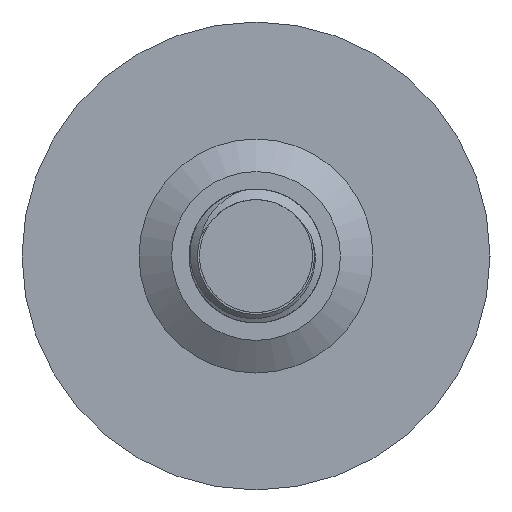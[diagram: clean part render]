
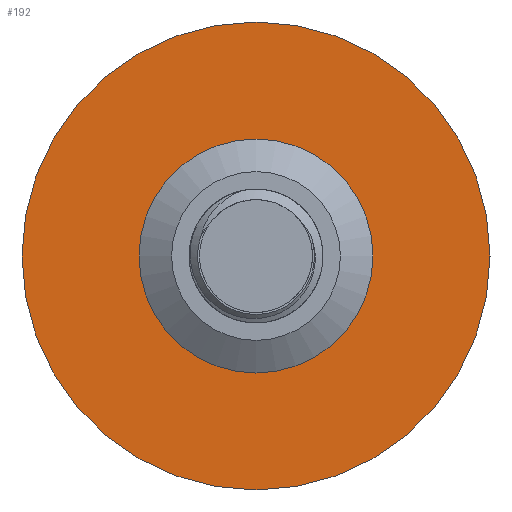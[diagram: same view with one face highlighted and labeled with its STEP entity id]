
A CAD part, left-side view. The second image highlights one B-rep face of the part: STEP entity #192.
In plain terms, the highlighted planar face has unit normal (-1, 0, 0).
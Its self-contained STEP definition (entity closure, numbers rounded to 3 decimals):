
#192=ADVANCED_FACE('',(#225),#216,.T.);
#216=PLANE('',#480);
#225=FACE_OUTER_BOUND('',#253,.T.);
#253=EDGE_LOOP('',(#293));
#293=ORIENTED_EDGE('',*,*,#406,.T.);
#373=VERTEX_POINT('',#643);
#406=EDGE_CURVE('',#373,#373,#449,.T.);
#449=CIRCLE('',#478,14.);
#478=AXIS2_PLACEMENT_3D('',#642,#542,#543);
#480=AXIS2_PLACEMENT_3D('',#645,#546,#547);
#542=DIRECTION('',(-1.,0.,0.));
#543=DIRECTION('',(0.,0.,1.));
#546=DIRECTION('',(-1.,0.,0.));
#547=DIRECTION('',(0.,0.,1.));
#642=CARTESIAN_POINT('',(0.,0.,0.));
#643=CARTESIAN_POINT('',(0.,0.,14.));
#645=CARTESIAN_POINT('',(0.,0.,0.));
